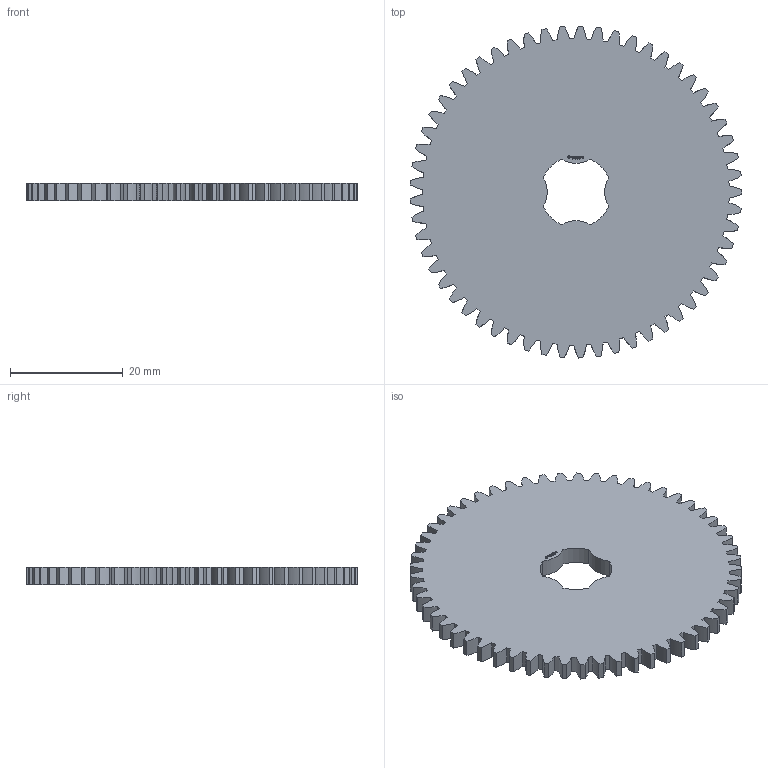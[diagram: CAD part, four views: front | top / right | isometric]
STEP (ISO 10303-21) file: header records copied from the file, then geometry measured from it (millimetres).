
FILE_DESCRIPTION(('FreeCAD Model'),'2;1');
FILE_NAME('Open CASCADE Shape Model','2024-03-10T19:44:22',(''),(''), 'Open CASCADE STEP processor 7.6','FreeCAD','Unknown');
FILE_SCHEMA(('AUTOMOTIVE_DESIGN { 1 0 10303 214 1 1 1 1 }'));
Products named in the file (1): Gear Wheel PLN TTH57 BU00.25 SFT-SHD - SPN-GWH-0205 (stemfie.org)
Bounding box: 58.97 x 58.99 x 3.12 mm (x, y, z)
Volume: 7588.4 mm3; surface area: 6116.3 mm2
Topology: 1 solids, 1 shells, 705 faces, 2019 edges, 1346 vertices
Faces by surface type: extrusion 382, plane 315, cylinder 8
Entity records: 64794 total; most frequent: CARTESIAN_POINT 22199, DIRECTION 5575, VECTOR 4879, LINE 4497, ORIENTED_EDGE 4038, PCURVE 4038, DEFINITIONAL_REPRESENTATION 4038, EDGE_CURVE 2019
